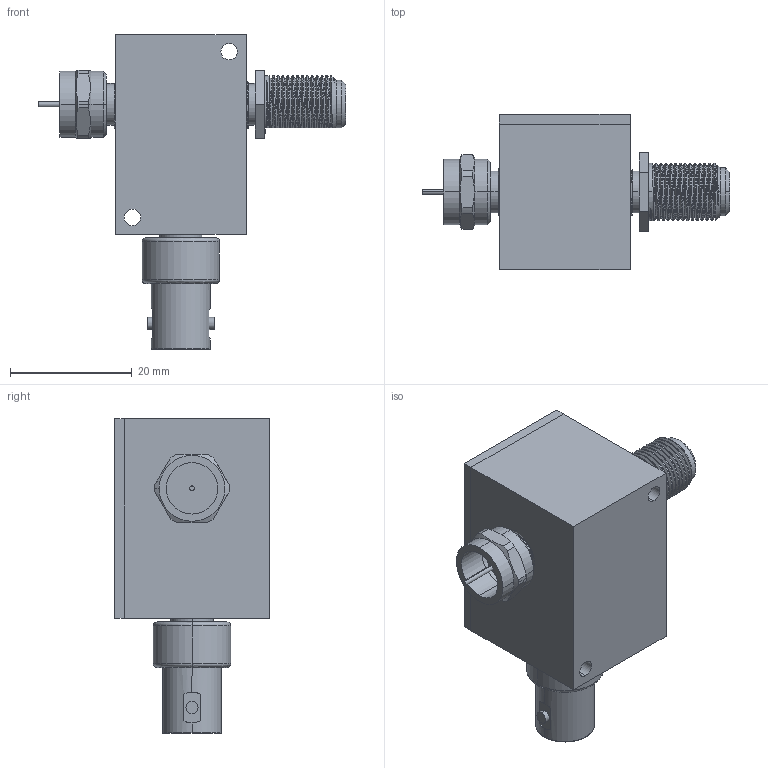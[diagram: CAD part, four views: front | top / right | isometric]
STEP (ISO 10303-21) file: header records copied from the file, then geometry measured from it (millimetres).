
FILE_DESCRIPTION (( 'STEP AP214' ), '1' );
FILE_NAME ('FMBT1647_3D.STEP', '2022-06-26T06:06:06', ( '' ), ( '' ), 'SwSTEP 2.0', 'SolidWorks 2021', '' );
FILE_SCHEMA (( 'AUTOMOTIVE_DESIGN' ));
Length unit declared in the file: inch
Products named in the file (10): Copy of BNC-FEMALE_103-2270-02^PE1647; Copy of 103-4026-NUT^Copy of F-MALE_PE1647; Copy of 120-0051-02^PE1647; Copy of 120-0050^PE1647; Copy of F-MALE-PIN^Copy of F-MALE_PE1647; Copy of F-MALE-BODY^Copy of F-MALE_PE1647; Copy of F-FEMALE^PE1647; Copy of F-MALE^PE1647; FMBT1647_3D; Copy of 010-2002-00_010-2002-00^PE1647
Assembly tree (10 placements, depth 3):
  FMBT1647_3D
    Copy of 120-0050^PE1647
    Copy of 120-0051-02^PE1647
    Copy of 010-2002-00_010-2002-00^PE1647  x2
    Copy of F-MALE^PE1647
      Copy of F-MALE-BODY^Copy of F-MALE_PE1647
      Copy of 103-4026-NUT^Copy of F-MALE_PE1647
      Copy of F-MALE-PIN^Copy of F-MALE_PE1647
    Copy of F-FEMALE^PE1647
    Copy of BNC-FEMALE_103-2270-02^PE1647
Bounding box: 50.42 x 25.4 x 51.61 mm (x, y, z)
Volume: 20657.9 mm3; surface area: 9433.6 mm2
Topology: 9 solids, 9 shells, 503 faces, 1274 edges, 802 vertices
Faces by surface type: cylinder 208, cone 132, plane 103, bspline 60
Entity records: 70765 total; most frequent: CARTESIAN_POINT 61619, ORIENTED_EDGE 2030, DIRECTION 1532, EDGE_CURVE 1015, VERTEX_POINT 650, AXIS2_PLACEMENT_3D 601, EDGE_LOOP 429, ADVANCED_FACE 398
